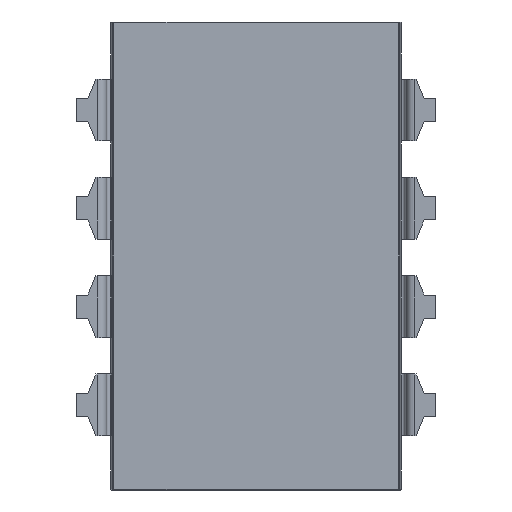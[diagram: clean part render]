
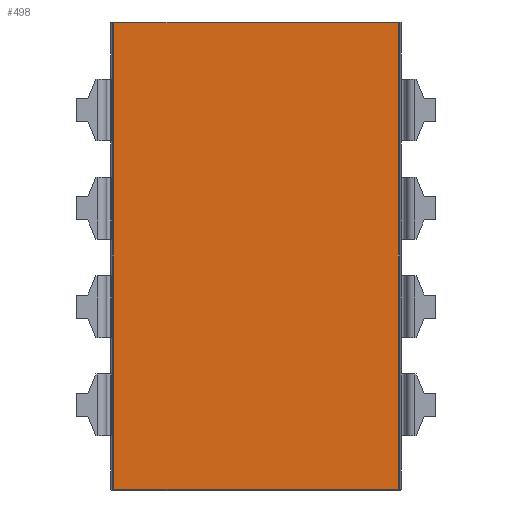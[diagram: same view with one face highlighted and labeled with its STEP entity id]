
A CAD part, front view. The second image highlights one B-rep face of the part: STEP entity #498.
In plain terms, the highlighted planar face has unit normal (0, -1, 0).
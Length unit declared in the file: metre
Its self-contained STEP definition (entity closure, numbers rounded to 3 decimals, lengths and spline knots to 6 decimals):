
#498 = ADVANCED_FACE( '', ( #1690 ), #1691, .F. );
#1690 = FACE_OUTER_BOUND( '', #3145, .T. );
#1691 = PLANE( '', #3146 );
#3145 = EDGE_LOOP( '', ( #7538, #7539, #7540, #7541 ) );
#3146 = AXIS2_PLACEMENT_3D( '', #7542, #7543, #7544 );
#7538 = ORIENTED_EDGE( '', *, *, #11444, .T. );
#7539 = ORIENTED_EDGE( '', *, *, #10866, .T. );
#7540 = ORIENTED_EDGE( '', *, *, #11278, .T. );
#7541 = ORIENTED_EDGE( '', *, *, #11237, .T. );
#7542 = CARTESIAN_POINT( '', ( 0., -0.00175, 0. ) );
#7543 = DIRECTION( '', ( 0., 1., 0. ) );
#7544 = DIRECTION( '', ( 1., 0., 0. ) );
#10866 = EDGE_CURVE( '', #13726, #13759, #13761, .T. );
#11237 = EDGE_CURVE( '', #14334, #13892, #14335, .T. );
#11278 = EDGE_CURVE( '', #13759, #14334, #14395, .T. );
#11444 = EDGE_CURVE( '', #13892, #13726, #14620, .T. );
#13726 = VERTEX_POINT( '', #18019 );
#13759 = VERTEX_POINT( '', #18070 );
#13761 = LINE( '', #18072, #18073 );
#13892 = VERTEX_POINT( '', #18281 );
#14334 = VERTEX_POINT( '', #18989 );
#14335 = LINE( '', #18990, #18991 );
#14395 = LINE( '', #19085, #19086 );
#14620 = LINE( '', #19458, #19459 );
#18019 = CARTESIAN_POINT( '', ( 0.003677, -0.00175, -0.000025 ) );
#18070 = CARTESIAN_POINT( '', ( -0.00367, -0.00175, -0.000025 ) );
#18072 = CARTESIAN_POINT( '', ( 0.003677, -0.00175, -0.000025 ) );
#18073 = VECTOR( '', #21254, 1. );
#18281 = CARTESIAN_POINT( '', ( 0.003677, -0.00175, -0.012065 ) );
#18989 = CARTESIAN_POINT( '', ( -0.00367, -0.00175, -0.012065 ) );
#18990 = CARTESIAN_POINT( '', ( -0.00367, -0.00175, -0.012065 ) );
#18991 = VECTOR( '', #21685, 1. );
#19085 = CARTESIAN_POINT( '', ( -0.00367, -0.00175, -0.000025 ) );
#19086 = VECTOR( '', #21738, 1. );
#19458 = CARTESIAN_POINT( '', ( 0.003677, -0.00175, -0.012065 ) );
#19459 = VECTOR( '', #21933, 1. );
#21254 = DIRECTION( '', ( -1., 0., 0. ) );
#21685 = DIRECTION( '', ( 1., 0., 0. ) );
#21738 = DIRECTION( '', ( 0., 0., -1. ) );
#21933 = DIRECTION( '', ( 0., 0., 1. ) );
